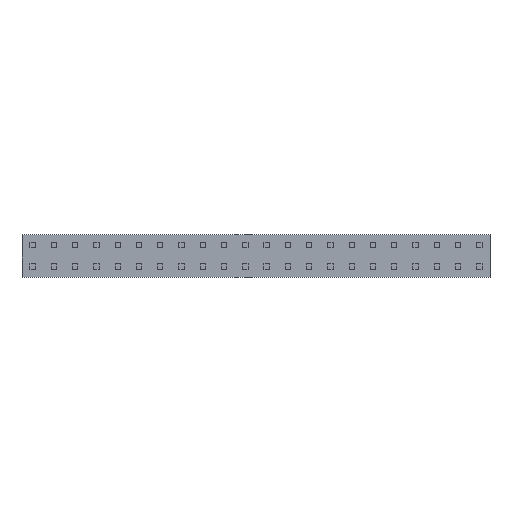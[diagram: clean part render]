
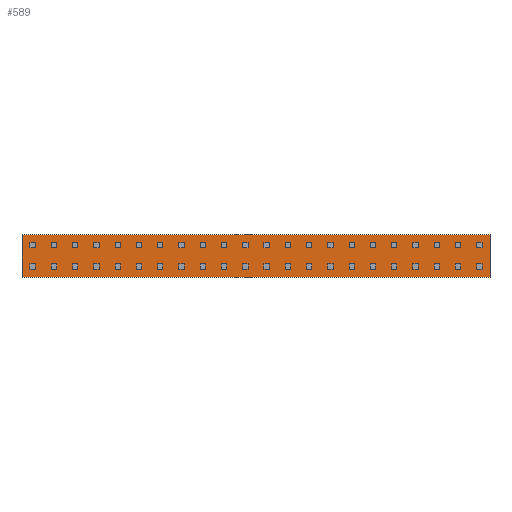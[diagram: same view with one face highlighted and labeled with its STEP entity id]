
A CAD part, top view. The second image highlights one B-rep face of the part: STEP entity #589.
In plain terms, the highlighted planar face has unit normal (0, 0, 1).
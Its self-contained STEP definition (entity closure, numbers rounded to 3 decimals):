
#386=DIRECTION('',(0.,-1.,0.));
#387=VECTOR('',#386,4.);
#388=CARTESIAN_POINT('',(92.499,68.217,2.));
#389=LINE('',#388,#387);
#406=DIRECTION('',(1.,0.,0.));
#407=VECTOR('',#406,44.);
#408=CARTESIAN_POINT('',(48.499,68.217,2.));
#409=LINE('',#408,#407);
#426=DIRECTION('',(0.,1.,0.));
#427=VECTOR('',#426,4.);
#428=CARTESIAN_POINT('',(48.499,64.217,2.));
#429=LINE('',#428,#427);
#438=DIRECTION('',(-1.,0.,0.));
#439=VECTOR('',#438,44.);
#440=CARTESIAN_POINT('',(92.499,64.217,2.));
#441=LINE('',#440,#439);
#482=CARTESIAN_POINT('',(92.499,64.217,2.));
#483=VERTEX_POINT('',#482);
#488=CARTESIAN_POINT('',(92.499,68.217,2.));
#489=VERTEX_POINT('',#488);
#490=CARTESIAN_POINT('',(48.499,68.217,2.));
#491=VERTEX_POINT('',#490);
#492=CARTESIAN_POINT('',(48.499,64.217,2.));
#493=VERTEX_POINT('',#492);
#576=CARTESIAN_POINT('',(70.499,66.217,2.));
#577=DIRECTION('',(0.,0.,1.));
#578=DIRECTION('',(1.,0.,0.));
#579=AXIS2_PLACEMENT_3D('',#576,#577,#578);
#580=PLANE('',#579);
#582=ORIENTED_EDGE('',*,*,#581,.T.);
#583=ORIENTED_EDGE('',*,*,#567,.T.);
#584=ORIENTED_EDGE('',*,*,#524,.T.);
#586=ORIENTED_EDGE('',*,*,#585,.T.);
#587=EDGE_LOOP('',(#582,#583,#584,#586));
#588=FACE_OUTER_BOUND('',#587,.F.);
#589=ADVANCED_FACE('',(#588),#580,.T.);
#524=EDGE_CURVE('',#489,#483,#389,.T.);
#567=EDGE_CURVE('',#491,#489,#409,.T.);
#581=EDGE_CURVE('',#493,#491,#429,.T.);
#585=EDGE_CURVE('',#483,#493,#441,.T.);
